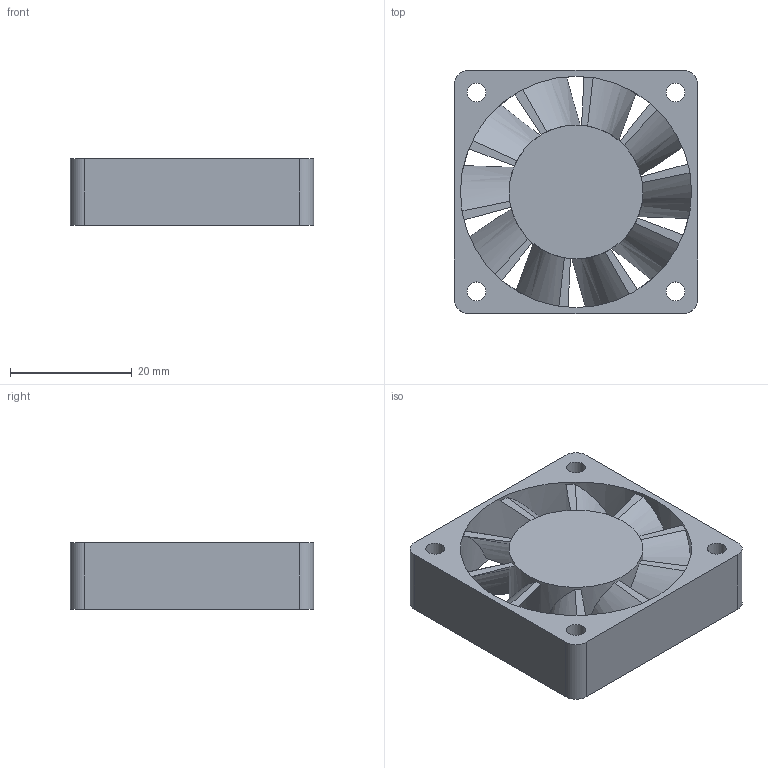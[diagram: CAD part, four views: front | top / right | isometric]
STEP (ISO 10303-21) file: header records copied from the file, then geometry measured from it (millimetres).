
FILE_DESCRIPTION(/* description */ ('STEP AP214'),/* implementation_level */ '2;1');
FILE_NAME(/* name */ '683c50e84258294a187f3d11',/* time_stamp */ '2025-06-01T13:08:57Z',/* author */ (''),/* organization */ (''),/* preprocessor_version */ 'ST-DEVELOPER v20',/* originating_system */ 'ONSHAPE BY PTC INC, 1.198',/* authorisation */ ' ');
FILE_SCHEMA (('AUTOMOTIVE_DESIGN {1 0 10303 214 3 1 1}'));
Length unit declared in the file: metre
Products named in the file (1): 40_11_05
Bounding box: 40 x 40 x 11 mm (x, y, z)
Volume: 9653.2 mm3; surface area: 7810 mm2
Topology: 1 solids, 1 shells, 58 faces, 168 edges, 112 vertices
Faces by surface type: plane 28, bspline 20, cylinder 10
Full cylindrical faces by diameter (mm): 3.1 x4, 22 x1, 38 x1
Entity records: 2172 total; most frequent: CARTESIAN_POINT 693, ORIENTED_EDGE 312, DIRECTION 254, EDGE_CURVE 156, VERTEX_POINT 108, AXIS2_PLACEMENT_3D 99, EDGE_LOOP 94, FACE_BOUND 94
